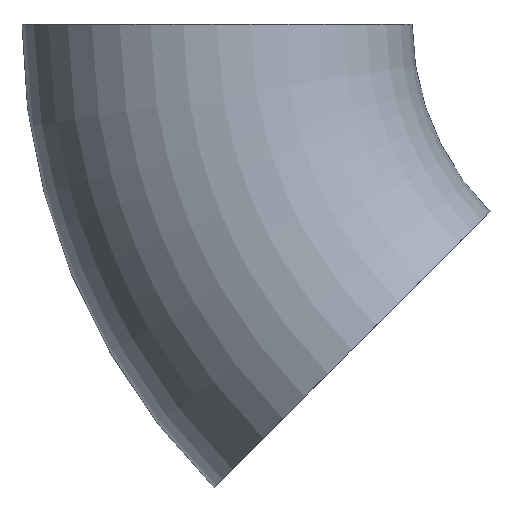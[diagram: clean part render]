
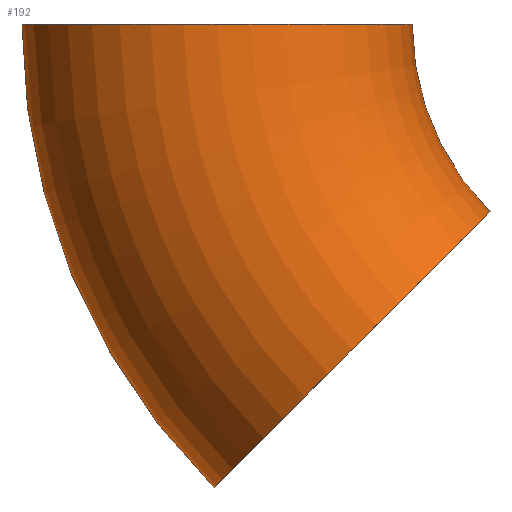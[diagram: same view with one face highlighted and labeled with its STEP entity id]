
A CAD part, front view. The second image highlights one B-rep face of the part: STEP entity #192.
In plain terms, the highlighted toroidal (fillet/blend) face has major radius 57 mm and minor radius 24.15 mm.
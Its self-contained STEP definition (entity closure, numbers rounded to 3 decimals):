
#2 = CIRCLE ( 'NONE', #148, 24.15 ) ;
#15 = CIRCLE ( 'NONE', #189, 32.85 ) ;
#34 = DIRECTION ( 'NONE',  ( 0., 0., 1. ) ) ;
#46 = DIRECTION ( 'NONE',  ( 0., 1., 0. ) ) ;
#49 = EDGE_CURVE ( 'NONE', #174, #172, #2, .T. ) ;
#55 = FACE_OUTER_BOUND ( 'NONE', #249, .T. ) ;
#61 = EDGE_CURVE ( 'NONE', #172, #212, #15, .T. ) ;
#63 = CARTESIAN_POINT ( 'NONE',  ( 0., 0., 0. ) ) ;
#72 = CARTESIAN_POINT ( 'NONE',  ( -32.85, 0., 0. ) ) ;
#76 = AXIS2_PLACEMENT_3D ( 'NONE', #109, #202, #166 ) ;
#81 = VERTEX_POINT ( 'NONE', #155 ) ;
#83 = CARTESIAN_POINT ( 'NONE',  ( -23.228, 0., -23.228 ) ) ;
#102 = CARTESIAN_POINT ( 'NONE',  ( -57., 0., 0. ) ) ;
#109 = CARTESIAN_POINT ( 'NONE',  ( 0., 0., 0. ) ) ;
#121 = ORIENTED_EDGE ( 'NONE', *, *, #49, .T. ) ;
#128 = CIRCLE ( 'NONE', #173, 24.15 ) ;
#139 = CIRCLE ( 'NONE', #149, 81.15 ) ;
#148 = AXIS2_PLACEMENT_3D ( 'NONE', #220, #234, #222 ) ;
#149 = AXIS2_PLACEMENT_3D ( 'NONE', #63, #46, #34 ) ;
#155 = CARTESIAN_POINT ( 'NONE',  ( -81.15, 0., 0. ) ) ;
#156 = CARTESIAN_POINT ( 'NONE',  ( -57.382, 0., -57.382 ) ) ;
#158 = CARTESIAN_POINT ( 'NONE',  ( 0., 0., 0. ) ) ;
#161 = DIRECTION ( 'NONE',  ( 0., 0., 1. ) ) ;
#166 = DIRECTION ( 'NONE',  ( 0., 0., 1. ) ) ;
#167 = EDGE_CURVE ( 'NONE', #81, #212, #128, .T. ) ;
#172 = VERTEX_POINT ( 'NONE', #83 ) ;
#173 = AXIS2_PLACEMENT_3D ( 'NONE', #102, #177, #253 ) ;
#174 = VERTEX_POINT ( 'NONE', #156 ) ;
#177 = DIRECTION ( 'NONE',  ( 0., 0., 1. ) ) ;
#183 = EDGE_CURVE ( 'NONE', #174, #81, #139, .T. ) ;
#185 = TOROIDAL_SURFACE ( 'NONE', #76, 57., 24.15 ) ;
#189 = AXIS2_PLACEMENT_3D ( 'NONE', #158, #217, #161 ) ;
#191 = ORIENTED_EDGE ( 'NONE', *, *, #183, .F. ) ;
#192 = ADVANCED_FACE ( 'NONE', ( #55 ), #185, .T. ) ;
#194 = ORIENTED_EDGE ( 'NONE', *, *, #167, .F. ) ;
#202 = DIRECTION ( 'NONE',  ( 0., 1., 0. ) ) ;
#212 = VERTEX_POINT ( 'NONE', #72 ) ;
#217 = DIRECTION ( 'NONE',  ( 0., 1., 0. ) ) ;
#220 = CARTESIAN_POINT ( 'NONE',  ( -40.305, 0., -40.305 ) ) ;
#222 = DIRECTION ( 'NONE',  ( 0.707, 0., 0.707 ) ) ;
#232 = ORIENTED_EDGE ( 'NONE', *, *, #61, .T. ) ;
#234 = DIRECTION ( 'NONE',  ( -0.707, 0., 0.707 ) ) ;
#249 = EDGE_LOOP ( 'NONE', ( #191, #121, #232, #194 ) ) ;
#253 = DIRECTION ( 'NONE',  ( 1., 0., 0. ) ) ;
